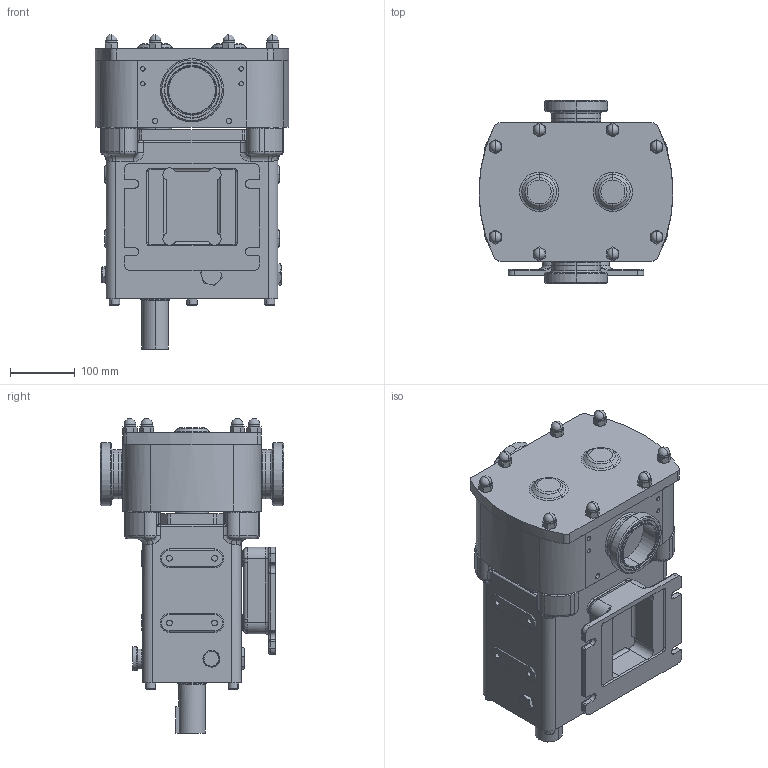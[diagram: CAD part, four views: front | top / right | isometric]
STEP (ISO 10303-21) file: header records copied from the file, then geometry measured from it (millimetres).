
FILE_DESCRIPTION (( 'STEP AP214' ), '1' );
FILE_NAME ('GA4565.STEP', '2024-11-06T21:53:50', ( '' ), ( '' ), 'SwSTEP 2.0', 'SolidWorks 2023', '' );
FILE_SCHEMA (( 'AUTOMOTIVE_DESIGN' ));
Length unit declared in the file: millimetre
Products named in the file (3): Copy of Z94-5101-55 - 3 INCH SMS681^GA4565; Copy of R1300 CPP V LHD^GA4565; GA4565
Assembly tree (3 placements, depth 2):
  GA4565
    Copy of R1300 CPP V LHD^GA4565
    Copy of Z94-5101-55 - 3 INCH SMS681^GA4565  x2
Bounding box: 300 x 284 x 487 mm (x, y, z)
Volume: 18750423.5 mm3; surface area: 720637.6 mm2
Topology: 3 solids, 3 shells, 949 faces, 2255 edges, 1331 vertices
Faces by surface type: plane 294, cylinder 285, cone 176, torus 104, bspline 66, sphere 24
Entity records: 29900 total; most frequent: CARTESIAN_POINT 9110, DIRECTION 4496, ORIENTED_EDGE 4262, EDGE_CURVE 2131, AXIS2_PLACEMENT_3D 1835, VERTEX_POINT 1279, EDGE_LOOP 992, CIRCLE 977
